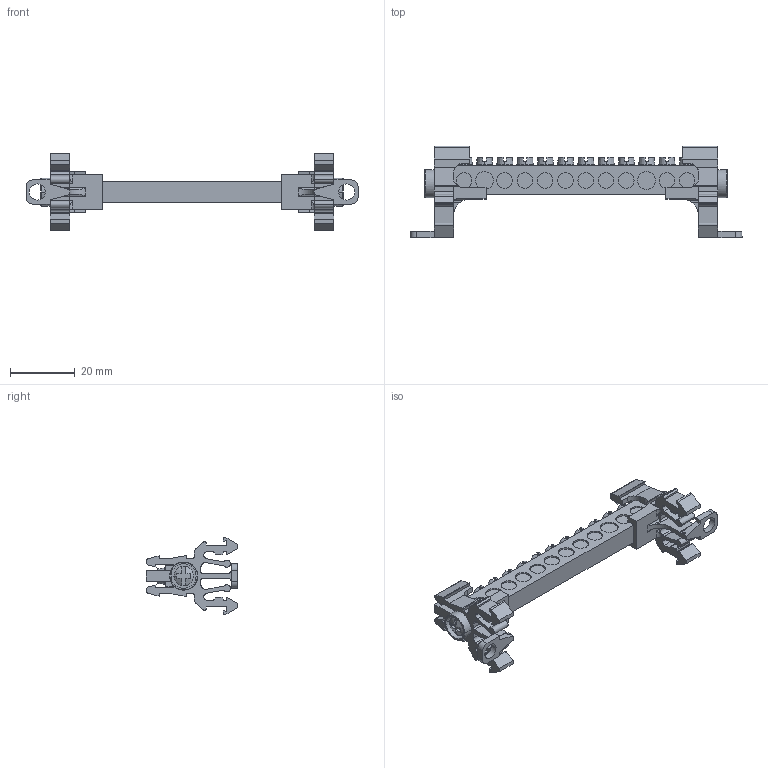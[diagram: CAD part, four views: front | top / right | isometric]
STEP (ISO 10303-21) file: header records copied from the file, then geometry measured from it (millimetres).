
FILE_DESCRIPTION (( 'STEP AP203' ), '1' );
FILE_NAME ('6,5x9 Tek Kutuplu Daðýtýcý Ünite - 12 Delikli - Kapaksýz.STEP', '2018-12-04T12:55:33', ( '' ), ( '' ), 'SwSTEP 2.0', 'SolidWorks 2011', '' );
FILE_SCHEMA (( 'CONFIG_CONTROL_DESIGN' ));
Length unit declared in the file: millimetre
Products named in the file (1): 6,5x9 Tek Kutuplu Daðýtýcý Ünite - 12 Delikli - Kapaksýz
Bounding box: 102.38 x 28.2 x 24 mm (x, y, z)
Volume: 9084.2 mm3; surface area: 8540.7 mm2
Topology: 1 solids, 2 shells, 767 faces, 2117 edges, 1395 vertices
Faces by surface type: plane 429, cylinder 226, bspline 88, cone 24
Entity records: 26135 total; most frequent: CARTESIAN_POINT 6703, ORIENTED_EDGE 4234, DIRECTION 3872, EDGE_CURVE 2117, VERTEX_POINT 1395, AXIS2_PLACEMENT_3D 1306, VECTOR 1260, LINE 1260
